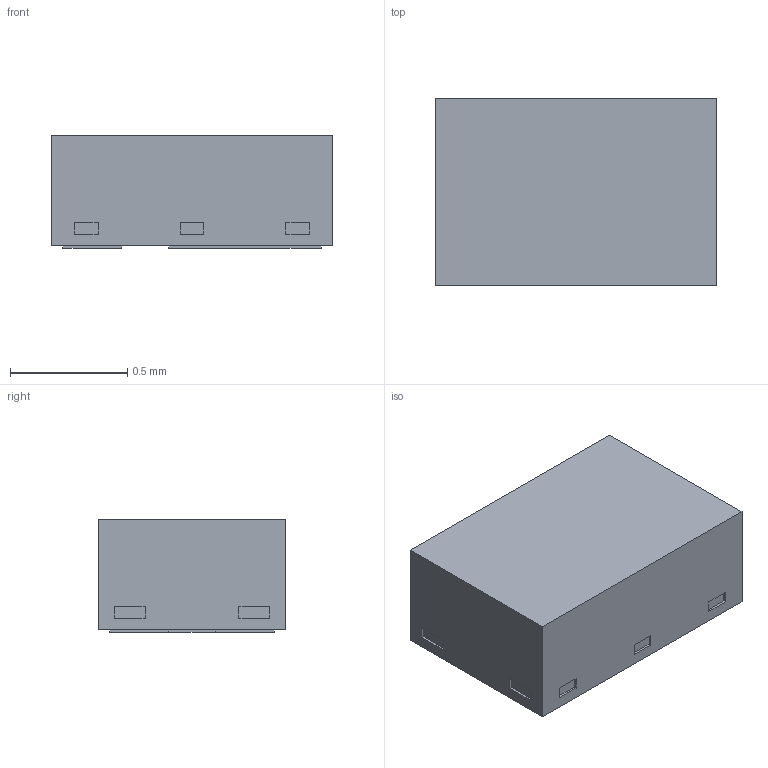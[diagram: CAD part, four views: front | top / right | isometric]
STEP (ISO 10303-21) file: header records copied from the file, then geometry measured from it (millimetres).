
FILE_DESCRIPTION(('STEP AP214'),'1');
FILE_NAME('CST3B_90.stp','2018-11-26T05:49:22',(' '),(' '),'Spatial InterOp 3D',' ',' ');
FILE_SCHEMA(('automotive_design'));
Length unit declared in the file: millimetre
Products named in the file (5): CST3B_90; Component1; Component2; Component3; Component4
Assembly tree (4 placements, depth 2):
  CST3B_90
    Component1
    Component2
    Component3
    Component4
Bounding box: 1.2 x 0.8 x 0.48 mm (x, y, z)
Volume: 0.5 mm3; surface area: 5 mm2
Topology: 4 solids, 4 shells, 49 faces, 108 edges, 72 vertices
Faces by surface type: plane 49
Entity records: 1853 total; most frequent: CARTESIAN_POINT 234, DIRECTION 216, ORIENTED_EDGE 216, EDGE_CURVE 108, LINE 108, VECTOR 108, VERTEX_POINT 72, AXIS2_PLACEMENT_3D 54
